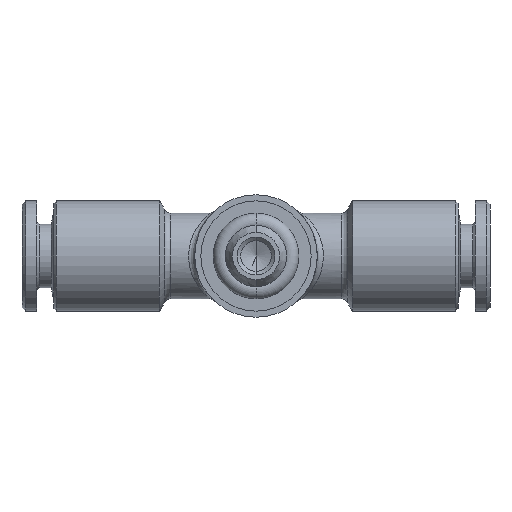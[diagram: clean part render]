
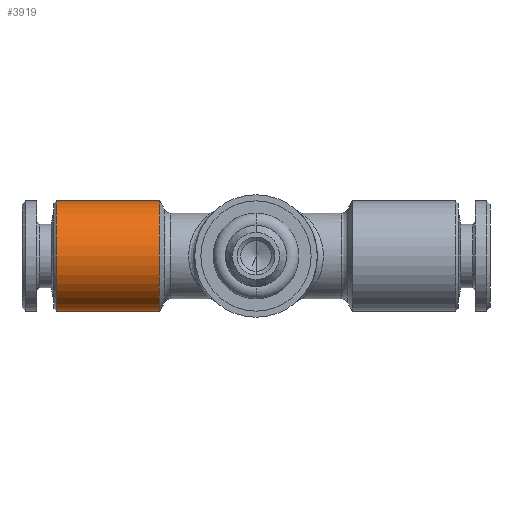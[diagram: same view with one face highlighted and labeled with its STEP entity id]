
A CAD part, front view. The second image highlights one B-rep face of the part: STEP entity #3919.
In plain terms, the highlighted cylindrical face has radius 4.5 mm (diameter 9 mm), a partial arc.
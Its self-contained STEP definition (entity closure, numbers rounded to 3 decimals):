
#1015 = DIRECTION ( 'NONE',  ( 1., 0., 0. ) ) ;
#1016 = AXIS2_PLACEMENT_3D ( 'NONE', #1017, #1015, #1125 ) ;
#1017 = CARTESIAN_POINT ( 'NONE',  ( 0., 11., 0. ) ) ;
#1018 = CYLINDRICAL_SURFACE ( 'NONE', #1016, 4.5 ) ;
#1019 = FACE_OUTER_BOUND ( 'NONE', #3915, .T. ) ;
#1020 = DIRECTION ( 'NONE',  ( 0., 0., 1. ) ) ;
#1021 = DIRECTION ( 'NONE',  ( -1., 0., 0. ) ) ;
#1022 = AXIS2_PLACEMENT_3D ( 'NONE', #1141, #1021, #1020 ) ;
#1023 = CIRCLE ( 'NONE', #1022, 4.5 ) ;
#1079 = CARTESIAN_POINT ( 'NONE',  ( -16.3, 11., -4.5 ) ) ;
#1084 = DIRECTION ( 'NONE',  ( 0., 0., 1. ) ) ;
#1085 = DIRECTION ( 'NONE',  ( -1., 0., 0. ) ) ;
#1086 = CARTESIAN_POINT ( 'NONE',  ( -7.877, 11., 0. ) ) ;
#1087 = AXIS2_PLACEMENT_3D ( 'NONE', #1086, #1085, #1084 ) ;
#1088 = CIRCLE ( 'NONE', #1087, 4.5 ) ;
#1125 = DIRECTION ( 'NONE',  ( 0., 0., 1. ) ) ;
#1141 = CARTESIAN_POINT ( 'NONE',  ( -16.3, 11., 0. ) ) ;
#1142 = CARTESIAN_POINT ( 'NONE',  ( -7.877, 11., -4.5 ) ) ;
#1143 = DIRECTION ( 'NONE',  ( 1., 0., 0. ) ) ;
#1144 = VECTOR ( 'NONE', #1143, 1000. ) ;
#1145 = CARTESIAN_POINT ( 'NONE',  ( 0., 11., -4.5 ) ) ;
#1146 = LINE ( 'NONE', #1145, #1144 ) ;
#1147 = CARTESIAN_POINT ( 'NONE',  ( -16.3, 11., 4.5 ) ) ;
#1149 = DIRECTION ( 'NONE',  ( 1., 0., 0. ) ) ;
#1150 = VECTOR ( 'NONE', #1149, 1000. ) ;
#1151 = CARTESIAN_POINT ( 'NONE',  ( 0., 11., 4.5 ) ) ;
#1152 = LINE ( 'NONE', #1151, #1150 ) ;
#1455 = CARTESIAN_POINT ( 'NONE',  ( -7.877, 11., 4.5 ) ) ;
#3306 = VERTEX_POINT ( 'NONE', #1455 ) ;
#3872 = ORIENTED_EDGE ( 'NONE', *, *, #3907, .F. ) ;
#3907 = EDGE_CURVE ( 'NONE', #3910, #3306, #1152, .T. ) ;
#3910 = VERTEX_POINT ( 'NONE', #1147 ) ;
#3911 = ORIENTED_EDGE ( 'NONE', *, *, #3912, .T. ) ;
#3912 = EDGE_CURVE ( 'NONE', #3929, #3913, #1146, .T. ) ;
#3913 = VERTEX_POINT ( 'NONE', #1142 ) ;
#3915 = EDGE_LOOP ( 'NONE', ( #3920, #3911, #3926, #3872 ) ) ;
#3916 = EDGE_CURVE ( 'NONE', #3929, #3910, #1023, .T. ) ;
#3919 = ADVANCED_FACE ( 'NONE', ( #1019 ), #1018, .T. ) ;
#3920 = ORIENTED_EDGE ( 'NONE', *, *, #3916, .F. ) ;
#3926 = ORIENTED_EDGE ( 'NONE', *, *, #3927, .T. ) ;
#3927 = EDGE_CURVE ( 'NONE', #3913, #3306, #1088, .T. ) ;
#3929 = VERTEX_POINT ( 'NONE', #1079 ) ;
